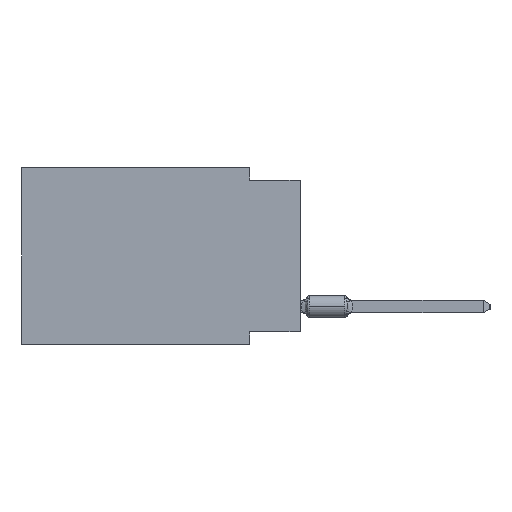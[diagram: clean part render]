
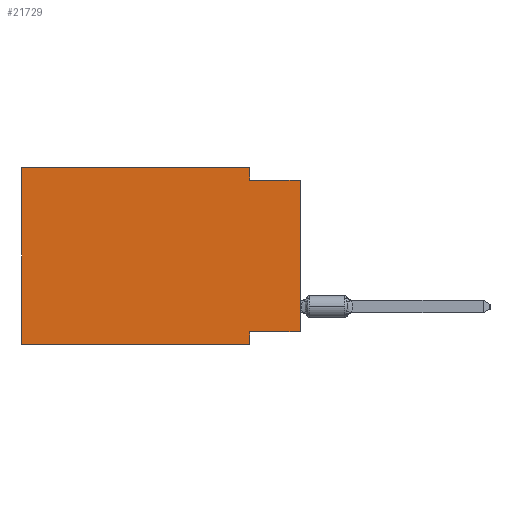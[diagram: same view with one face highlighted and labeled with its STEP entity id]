
A CAD part, left-side view. The second image highlights one B-rep face of the part: STEP entity #21729.
In plain terms, the highlighted planar face has unit normal (-1, 0, 0).
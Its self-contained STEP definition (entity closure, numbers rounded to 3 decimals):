
#3047 = CARTESIAN_POINT ( 'NONE',  ( 0., 13.97, 0. ) ) ;
#3061 = CARTESIAN_POINT ( 'NONE',  ( 0., 2.54, -8.255 ) ) ;
#5547 = CARTESIAN_POINT ( 'NONE',  ( 0., 0., -0.635 ) ) ;
#9731 = LINE ( 'NONE', #33240, #68791 ) ;
#10086 = VERTEX_POINT ( 'NONE', #5547 ) ;
#11418 = CARTESIAN_POINT ( 'NONE',  ( 0., 13.97, 0. ) ) ;
#11543 = VECTOR ( 'NONE', #22024, 1000. ) ;
#12607 = CARTESIAN_POINT ( 'NONE',  ( 0., 13.97, -8.89 ) ) ;
#14564 = DIRECTION ( 'NONE',  ( 0., -1., 0. ) ) ;
#14734 = ORIENTED_EDGE ( 'NONE', *, *, #26009, .F. ) ;
#15350 = CARTESIAN_POINT ( 'NONE',  ( 0., 0., -8.255 ) ) ;
#17025 = DIRECTION ( 'NONE',  ( 0., 0., 1. ) ) ;
#18543 = CARTESIAN_POINT ( 'NONE',  ( 0., 2.54, -0.635 ) ) ;
#20060 = LINE ( 'NONE', #46930, #43652 ) ;
#20129 = VECTOR ( 'NONE', #17025, 1000. ) ;
#20191 = CARTESIAN_POINT ( 'NONE',  ( 0., 0., -8.255 ) ) ;
#21729 = ADVANCED_FACE ( 'NONE', ( #70279 ), #71018, .F. ) ;
#22024 = DIRECTION ( 'NONE',  ( 0., -1., 0. ) ) ;
#22552 = VERTEX_POINT ( 'NONE', #12607 ) ;
#24368 = DIRECTION ( 'NONE',  ( 1., 0., 0. ) ) ;
#26009 = EDGE_CURVE ( 'NONE', #30503, #51337, #32138, .T. ) ;
#30503 = VERTEX_POINT ( 'NONE', #20191 ) ;
#31235 = VERTEX_POINT ( 'NONE', #18543 ) ;
#32138 = LINE ( 'NONE', #15350, #40153 ) ;
#32278 = CARTESIAN_POINT ( 'NONE',  ( 0., 13.97, 0. ) ) ;
#33240 = CARTESIAN_POINT ( 'NONE',  ( 0., 2.54, -8.89 ) ) ;
#36837 = EDGE_CURVE ( 'NONE', #30503, #10086, #47684, .T. ) ;
#37492 = LINE ( 'NONE', #44180, #56382 ) ;
#38607 = ORIENTED_EDGE ( 'NONE', *, *, #51771, .F. ) ;
#40153 = VECTOR ( 'NONE', #55243, 1000. ) ;
#40181 = VERTEX_POINT ( 'NONE', #32278 ) ;
#40521 = CARTESIAN_POINT ( 'NONE',  ( 0., 2.54, 0. ) ) ;
#40714 = EDGE_CURVE ( 'NONE', #22552, #62306, #20060, .T. ) ;
#41786 = VECTOR ( 'NONE', #59980, 1000. ) ;
#42255 = ORIENTED_EDGE ( 'NONE', *, *, #36837, .T. ) ;
#43652 = VECTOR ( 'NONE', #69719, 1000. ) ;
#44180 = CARTESIAN_POINT ( 'NONE',  ( 0., 2.54, 0. ) ) ;
#46278 = LINE ( 'NONE', #50749, #11543 ) ;
#46930 = CARTESIAN_POINT ( 'NONE',  ( 0., 13.97, -8.89 ) ) ;
#47684 = LINE ( 'NONE', #61072, #41786 ) ;
#48142 = CARTESIAN_POINT ( 'NONE',  ( 0., 13.97, 0. ) ) ;
#50355 = ORIENTED_EDGE ( 'NONE', *, *, #60439, .F. ) ;
#50749 = CARTESIAN_POINT ( 'NONE',  ( 0., 0., -0.635 ) ) ;
#51337 = VERTEX_POINT ( 'NONE', #3061 ) ;
#51771 = EDGE_CURVE ( 'NONE', #40181, #54164, #59348, .T. ) ;
#53441 = DIRECTION ( 'NONE',  ( 0., 0., -1. ) ) ;
#53752 = ORIENTED_EDGE ( 'NONE', *, *, #40714, .T. ) ;
#54164 = VERTEX_POINT ( 'NONE', #40521 ) ;
#54510 = ORIENTED_EDGE ( 'NONE', *, *, #62748, .F. ) ;
#55163 = ORIENTED_EDGE ( 'NONE', *, *, #55201, .F. ) ;
#55201 = EDGE_CURVE ( 'NONE', #22552, #40181, #72680, .T. ) ;
#55243 = DIRECTION ( 'NONE',  ( 0., 1., 0. ) ) ;
#56382 = VECTOR ( 'NONE', #71114, 1000. ) ;
#56760 = VECTOR ( 'NONE', #14564, 1000. ) ;
#59348 = LINE ( 'NONE', #48142, #56760 ) ;
#59980 = DIRECTION ( 'NONE',  ( 0., 0., 1. ) ) ;
#60439 = EDGE_CURVE ( 'NONE', #51337, #62306, #9731, .T. ) ;
#60560 = EDGE_CURVE ( 'NONE', #31235, #10086, #46278, .T. ) ;
#61072 = CARTESIAN_POINT ( 'NONE',  ( 0., 0., 0. ) ) ;
#61588 = DIRECTION ( 'NONE',  ( 0., 0., -1. ) ) ;
#61832 = AXIS2_PLACEMENT_3D ( 'NONE', #3047, #24368, #53441 ) ;
#62306 = VERTEX_POINT ( 'NONE', #66314 ) ;
#62748 = EDGE_CURVE ( 'NONE', #54164, #31235, #37492, .T. ) ;
#66314 = CARTESIAN_POINT ( 'NONE',  ( 0., 2.54, -8.89 ) ) ;
#67277 = EDGE_LOOP ( 'NONE', ( #42255, #72686, #54510, #38607, #55163, #53752, #50355, #14734 ) ) ;
#68791 = VECTOR ( 'NONE', #61588, 1000. ) ;
#69719 = DIRECTION ( 'NONE',  ( 0., -1., 0. ) ) ;
#70279 = FACE_OUTER_BOUND ( 'NONE', #67277, .T. ) ;
#71018 = PLANE ( 'NONE',  #61832 ) ;
#71114 = DIRECTION ( 'NONE',  ( 0., 0., -1. ) ) ;
#72680 = LINE ( 'NONE', #11418, #20129 ) ;
#72686 = ORIENTED_EDGE ( 'NONE', *, *, #60560, .F. ) ;
